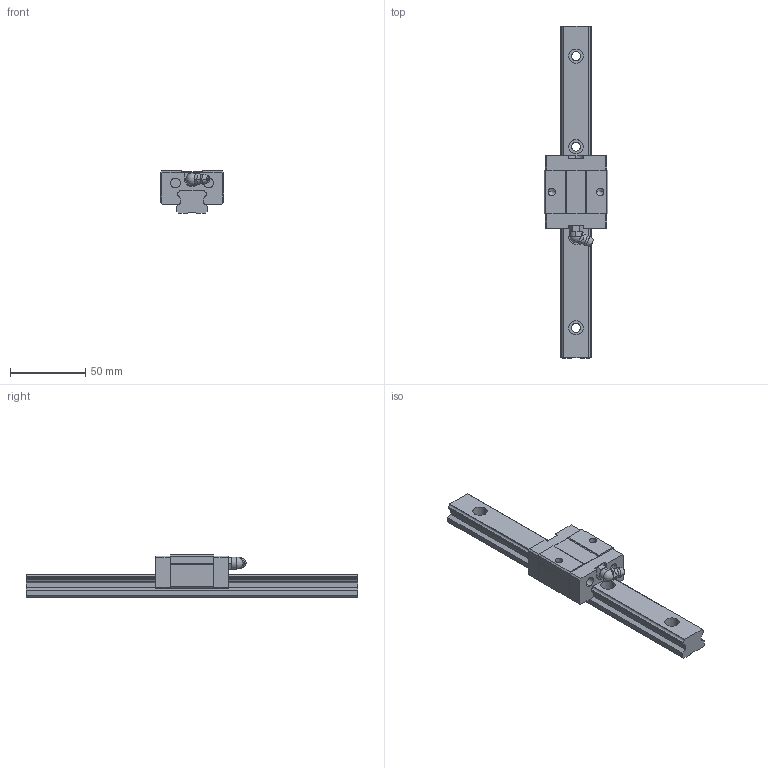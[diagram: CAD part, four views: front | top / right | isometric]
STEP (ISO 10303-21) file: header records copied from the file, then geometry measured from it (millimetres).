
FILE_DESCRIPTION((''),'1');
FILE_NAME(' ',' ',(''),(''),'ACIS Interop R16','Kubotek KeyCreator V6.5.2 (0407)',' ');
FILE_SCHEMA(('CONFIG_CONTROL_DESIGN'));
Length unit declared in the file: millimetre
Products named in the file (3): 1; 2; 3
Bounding box: 42 x 220 x 28 mm (x, y, z)
Volume: 88249.1 mm3; surface area: 28245.4 mm2
Topology: 3 solids, 3 shells, 184 faces, 493 edges, 319 vertices
Faces by surface type: plane 115, cylinder 48, torus 10, cone 6, sphere 3, bspline 2
Entity records: 5998 total; most frequent: CARTESIAN_POINT 1197, DIRECTION 978, ORIENTED_EDGE 974, EDGE_CURVE 487, AXIS2_PLACEMENT_3D 326, LINE 326, VECTOR 326, VERTEX_POINT 319
